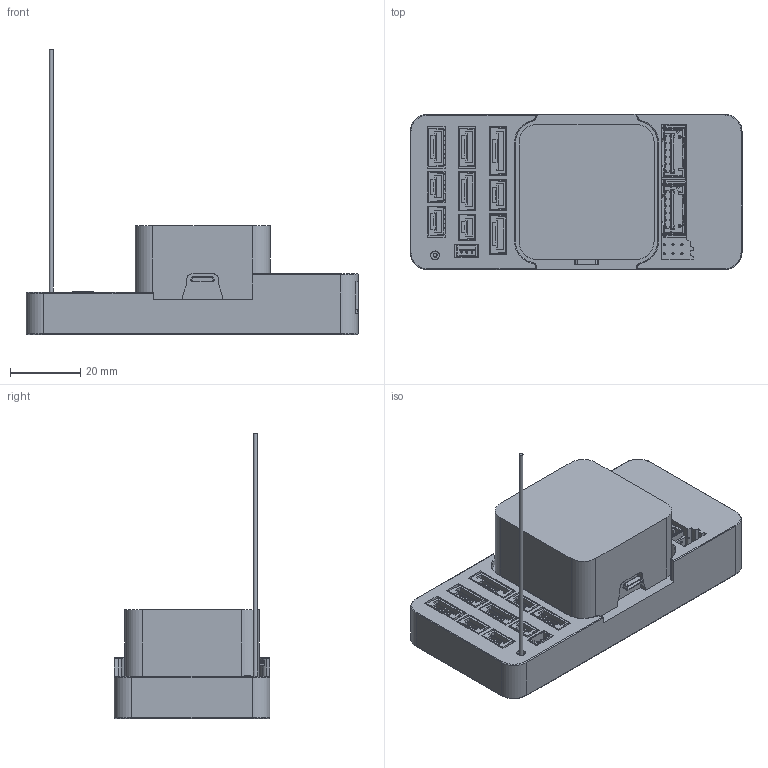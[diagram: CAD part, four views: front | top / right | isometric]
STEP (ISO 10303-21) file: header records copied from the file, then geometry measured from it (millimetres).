
FILE_DESCRIPTION(/* description */ (''),/* implementation_level */ '2;1');
FILE_NAME(/* name */ 'CUBE Orange ADS-B v2.step',/* time_stamp */ '2021-07-28T10:34:06+02:00',/* author */ (''),/* organization */ (''),/* preprocessor_version */ 'ST-DEVELOPER v18.1',/* originating_system */ 'Autodesk Translation Framework v10.9.0.1377',/* authorisation */ '');
FILE_SCHEMA (('AUTOMOTIVE_DESIGN { 1 0 10303 214 3 1 1 }'));
Products named in the file (26): CUBE Orange ADS-B; JST-GH-08 v3; SM08B-GHS-TB; JST-GH-04 v2; JST-GH-06 v2; JST-GH-06 v2 (1); JST-GH-06 v2 (2); JST-GH-06 v2 (3); SM06B-GHS-TB; JST-GH-04 v2 (1); JST-GH-04 v2 (2); SM04B-GHS-TB; JST-GH-03 v3; SM03B-GHS-TB; JST-ZH-03 v2; B3B-ZR; Molex ClikMate 06 v3; Molex ClikMate 06 v3 (1); Clik-Mate-6M; Pixhawk2 Cube v5; Component1; Micro-USB v2; Assembly-1; Micro-USB v2 (1); Assembly-1 (1); ZX62-B-5P
Assembly tree (32 placements, depth 4):
  CUBE Orange ADS-B
    JST-GH-08 v3
      SM08B-GHS-TB
    JST-GH-04 v2
      SM04B-GHS-TB
    JST-GH-06 v2
      SM06B-GHS-TB
    JST-GH-06 v2 (1)
      SM06B-GHS-TB
    JST-GH-06 v2 (2)
      SM06B-GHS-TB
    JST-GH-06 v2 (3)
      SM06B-GHS-TB
    JST-GH-04 v2 (1)
      SM04B-GHS-TB
    JST-GH-04 v2 (2)
      SM04B-GHS-TB
    JST-GH-03 v3
      SM03B-GHS-TB
    JST-ZH-03 v2
      B3B-ZR
    Molex ClikMate 06 v3
      Clik-Mate-6M
    Molex ClikMate 06 v3 (1)
      Clik-Mate-6M
    Pixhawk2 Cube v5
      Component1
    Micro-USB v2
      Assembly-1
        ZX62-B-5P
    Micro-USB v2 (1)
      Assembly-1 (1)
        ZX62-B-5P
Bounding box: 94.25 x 44.2 x 80.94 mm (x, y, z)
Volume: 74895.2 mm3; surface area: 30144.6 mm2
Topology: 58 solids, 980 shells, 3299 faces, 11495 edges, 9178 vertices
Faces by surface type: plane 2691, cylinder 555, cone 35, torus 18
Full cylindrical faces by diameter (mm): 0.4 x4, 0.6 x51, 1.1 x1, 2.5 x1, 3 x4, 4 x4
Entity records: 68498 total; most frequent: CARTESIAN_POINT 13784, DIRECTION 10595, ORIENTED_EDGE 9810, EDGE_CURVE 6056, LINE 5239, VECTOR 5239, VERTEX_POINT 4743, AXIS2_PLACEMENT_3D 2678
